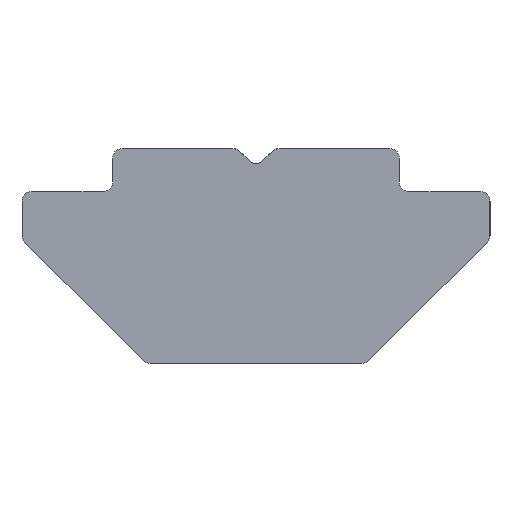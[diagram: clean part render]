
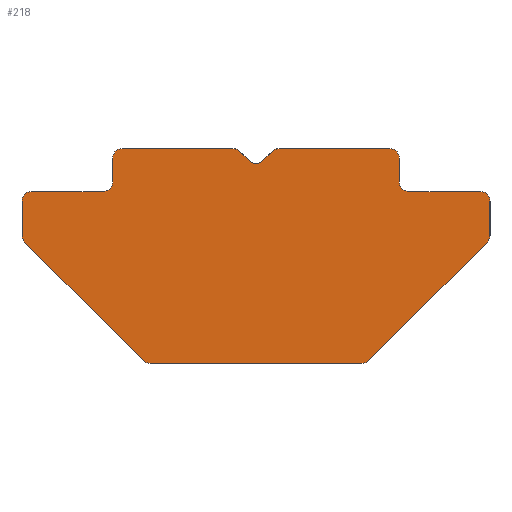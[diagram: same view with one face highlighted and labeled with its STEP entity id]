
A CAD part, left-side view. The second image highlights one B-rep face of the part: STEP entity #218.
In plain terms, the highlighted planar face has unit normal (-1, 0, 0).
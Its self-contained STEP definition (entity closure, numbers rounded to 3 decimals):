
#218=ADVANCED_FACE('',(#278),#279,.T.);
#278=FACE_OUTER_BOUND('',#348,.T.);
#279=PLANE('',#349);
#348=EDGE_LOOP('',(#565,#566,#567,#568,#569,#570,#571,#572,#573,#574,#575,#576,#577,#578,#579,#580,#581,#582,#583,#584,#585,#586,#587,#588,#589,#590));
#349=AXIS2_PLACEMENT_3D('',#591,#592,#593);
#565=ORIENTED_EDGE('',*,*,#732,.T.);
#566=ORIENTED_EDGE('',*,*,#747,.T.);
#567=ORIENTED_EDGE('',*,*,#725,.T.);
#568=ORIENTED_EDGE('',*,*,#680,.T.);
#569=ORIENTED_EDGE('',*,*,#713,.T.);
#570=ORIENTED_EDGE('',*,*,#748,.T.);
#571=ORIENTED_EDGE('',*,*,#749,.T.);
#572=ORIENTED_EDGE('',*,*,#745,.F.);
#573=ORIENTED_EDGE('',*,*,#719,.T.);
#574=ORIENTED_EDGE('',*,*,#666,.T.);
#575=ORIENTED_EDGE('',*,*,#750,.T.);
#576=ORIENTED_EDGE('',*,*,#751,.F.);
#577=ORIENTED_EDGE('',*,*,#752,.T.);
#578=ORIENTED_EDGE('',*,*,#672,.F.);
#579=ORIENTED_EDGE('',*,*,#717,.T.);
#580=ORIENTED_EDGE('',*,*,#710,.T.);
#581=ORIENTED_EDGE('',*,*,#729,.T.);
#582=ORIENTED_EDGE('',*,*,#706,.T.);
#583=ORIENTED_EDGE('',*,*,#714,.T.);
#584=ORIENTED_EDGE('',*,*,#753,.F.);
#585=ORIENTED_EDGE('',*,*,#754,.T.);
#586=ORIENTED_EDGE('',*,*,#755,.F.);
#587=ORIENTED_EDGE('',*,*,#756,.T.);
#588=ORIENTED_EDGE('',*,*,#674,.T.);
#589=ORIENTED_EDGE('',*,*,#723,.T.);
#590=ORIENTED_EDGE('',*,*,#702,.T.);
#591=CARTESIAN_POINT('',(-5.0,0.,-3.6));
#592=DIRECTION('',(-1.0,0.0,0.));
#593=DIRECTION('',(0.,-1.0,0.));
#666=EDGE_CURVE('',#763,#764,#765,.T.);
#672=EDGE_CURVE('',#774,#776,#777,.F.);
#674=EDGE_CURVE('',#779,#780,#781,.T.);
#680=EDGE_CURVE('',#792,#790,#793,.T.);
#702=EDGE_CURVE('',#833,#831,#834,.T.);
#706=EDGE_CURVE('',#841,#839,#842,.T.);
#710=EDGE_CURVE('',#849,#847,#850,.T.);
#713=EDGE_CURVE('',#790,#852,#854,.T.);
#714=EDGE_CURVE('',#839,#855,#856,.T.);
#717=EDGE_CURVE('',#774,#849,#860,.T.);
#719=EDGE_CURVE('',#862,#763,#863,.F.);
#723=EDGE_CURVE('',#780,#833,#868,.T.);
#725=EDGE_CURVE('',#870,#792,#871,.T.);
#729=EDGE_CURVE('',#847,#841,#876,.T.);
#732=EDGE_CURVE('',#831,#878,#880,.T.);
#745=EDGE_CURVE('',#862,#900,#901,.F.);
#747=EDGE_CURVE('',#878,#870,#903,.T.);
#748=EDGE_CURVE('',#852,#904,#905,.T.);
#749=EDGE_CURVE('',#904,#900,#906,.T.);
#750=EDGE_CURVE('',#764,#907,#908,.T.);
#751=EDGE_CURVE('',#909,#907,#910,.F.);
#752=EDGE_CURVE('',#909,#776,#911,.T.);
#753=EDGE_CURVE('',#912,#855,#913,.F.);
#754=EDGE_CURVE('',#912,#914,#915,.T.);
#755=EDGE_CURVE('',#916,#914,#917,.F.);
#756=EDGE_CURVE('',#916,#779,#918,.T.);
#763=VERTEX_POINT('',#925);
#764=VERTEX_POINT('',#926);
#765=CIRCLE('',#927,0.2);
#774=VERTEX_POINT('',#938);
#776=VERTEX_POINT('',#941);
#777=CIRCLE('',#942,0.2);
#779=VERTEX_POINT('',#945);
#780=VERTEX_POINT('',#946);
#781=CIRCLE('',#947,0.2);
#790=VERTEX_POINT('',#963);
#792=VERTEX_POINT('',#966);
#793=CIRCLE('',#967,0.2);
#831=VERTEX_POINT('',#1027);
#833=VERTEX_POINT('',#1030);
#834=CIRCLE('',#1031,0.2);
#839=VERTEX_POINT('',#1037);
#841=VERTEX_POINT('',#1040);
#842=CIRCLE('',#1041,0.2);
#847=VERTEX_POINT('',#1047);
#849=VERTEX_POINT('',#1050);
#850=CIRCLE('',#1051,0.2);
#852=VERTEX_POINT('',#1054);
#854=LINE('',#1057,#1058);
#855=VERTEX_POINT('',#1059);
#856=LINE('',#1060,#1061);
#860=LINE('',#1067,#1068);
#862=VERTEX_POINT('',#1071);
#863=LINE('',#1072,#1073);
#868=LINE('',#1081,#1082);
#870=VERTEX_POINT('',#1085);
#871=LINE('',#1086,#1087);
#876=LINE('',#1095,#1096);
#878=VERTEX_POINT('',#1099);
#880=LINE('',#1102,#1103);
#900=VERTEX_POINT('',#1130);
#901=CIRCLE('',#1131,0.2);
#903=CIRCLE('',#1134,0.2);
#904=VERTEX_POINT('',#1135);
#905=CIRCLE('',#1136,0.2);
#906=LINE('',#1137,#1138);
#907=VERTEX_POINT('',#1139);
#908=LINE('',#1140,#1141);
#909=VERTEX_POINT('',#1142);
#910=CIRCLE('',#1143,0.2);
#911=LINE('',#1144,#1145);
#912=VERTEX_POINT('',#1146);
#913=CIRCLE('',#1147,0.2);
#914=VERTEX_POINT('',#1148);
#915=LINE('',#1149,#1150);
#916=VERTEX_POINT('',#1151);
#917=CIRCLE('',#1152,0.2);
#918=LINE('',#1153,#1154);
#925=CARTESIAN_POINT('',(-5.0,3.0,0.2));
#926=CARTESIAN_POINT('',(-5.0,3.2,0.));
#927=AXIS2_PLACEMENT_3D('',#1167,#1168,#1169);
#938=CARTESIAN_POINT('',(-5.0,4.841,-1.059));
#941=CARTESIAN_POINT('',(-5.0,4.9,-0.917));
#942=AXIS2_PLACEMENT_3D('',#1179,#1180,#1181);
#945=CARTESIAN_POINT('',(-5.0,-3.2,0.));
#946=CARTESIAN_POINT('',(-5.0,-3.0,0.2));
#947=AXIS2_PLACEMENT_3D('',#1183,#1184,#1185);
#963=CARTESIAN_POINT('',(-5.0,0.141,0.641));
#966=CARTESIAN_POINT('',(-5.0,-0.141,0.641));
#967=AXIS2_PLACEMENT_3D('',#1192,#1193,#1194);
#1027=CARTESIAN_POINT('',(-5.0,-2.8,0.9));
#1030=CARTESIAN_POINT('',(-5.0,-3.0,0.7));
#1031=AXIS2_PLACEMENT_3D('',#1231,#1232,#1233);
#1037=CARTESIAN_POINT('',(-5.0,-2.359,-3.541));
#1040=CARTESIAN_POINT('',(-5.0,-2.217,-3.6));
#1041=AXIS2_PLACEMENT_3D('',#1239,#1240,#1241);
#1047=CARTESIAN_POINT('',(-5.0,2.217,-3.6));
#1050=CARTESIAN_POINT('',(-5.0,2.359,-3.541));
#1051=AXIS2_PLACEMENT_3D('',#1247,#1248,#1249);
#1054=CARTESIAN_POINT('',(-5.0,0.341,0.841));
#1057=CARTESIAN_POINT('',(-5.0,0.,0.5));
#1058=VECTOR('',#1252,1.0);
#1059=CARTESIAN_POINT('',(-5.0,-4.841,-1.059));
#1060=CARTESIAN_POINT('',(-5.0,-2.359,-3.541));
#1061=VECTOR('',#1253,1.0);
#1067=CARTESIAN_POINT('',(-5.0,4.841,-1.059));
#1068=VECTOR('',#1256,1.0);
#1071=CARTESIAN_POINT('',(-5.0,3.0,0.7));
#1072=CARTESIAN_POINT('',(-5.0,3.0,-3.6));
#1073=VECTOR('',#1258,1.0);
#1081=CARTESIAN_POINT('',(-5.0,-3.0,0.));
#1082=VECTOR('',#1262,1.0);
#1085=CARTESIAN_POINT('',(-5.0,-0.341,0.841));
#1086=CARTESIAN_POINT('',(-5.0,-0.4,0.9));
#1087=VECTOR('',#1264,1.0);
#1095=CARTESIAN_POINT('',(-5.0,2.3,-3.6));
#1096=VECTOR('',#1268,1.0);
#1099=CARTESIAN_POINT('',(-5.0,-0.483,0.9));
#1102=CARTESIAN_POINT('',(-5.0,-3.0,0.9));
#1103=VECTOR('',#1271,1.0);
#1130=CARTESIAN_POINT('',(-5.0,2.8,0.9));
#1131=AXIS2_PLACEMENT_3D('',#1294,#1295,#1296);
#1134=AXIS2_PLACEMENT_3D('',#1298,#1299,#1300);
#1135=CARTESIAN_POINT('',(-5.0,0.483,0.9));
#1136=AXIS2_PLACEMENT_3D('',#1301,#1302,#1303);
#1137=CARTESIAN_POINT('',(-5.0,0.4,0.9));
#1138=VECTOR('',#1304,1.0);
#1139=CARTESIAN_POINT('',(-5.0,4.7,0.));
#1140=CARTESIAN_POINT('',(-5.0,4.9,0.));
#1141=VECTOR('',#1305,1.0);
#1142=CARTESIAN_POINT('',(-5.0,4.9,-0.2));
#1143=AXIS2_PLACEMENT_3D('',#1306,#1307,#1308);
#1144=CARTESIAN_POINT('',(-5.0,4.9,-1.0));
#1145=VECTOR('',#1309,1.0);
#1146=CARTESIAN_POINT('',(-5.0,-4.9,-0.917));
#1147=AXIS2_PLACEMENT_3D('',#1310,#1311,#1312);
#1148=CARTESIAN_POINT('',(-5.0,-4.9,-0.2));
#1149=CARTESIAN_POINT('',(-5.0,-4.9,-1.0));
#1150=VECTOR('',#1313,1.0);
#1151=CARTESIAN_POINT('',(-5.0,-4.7,0.));
#1152=AXIS2_PLACEMENT_3D('',#1314,#1315,#1316);
#1153=CARTESIAN_POINT('',(-5.0,-4.9,0.));
#1154=VECTOR('',#1317,1.0);
#1167=CARTESIAN_POINT('',(-5.0,3.2,0.2));
#1168=DIRECTION('',(1.0,0.0,0.));
#1169=DIRECTION('',(0.,1.0,0.));
#1179=CARTESIAN_POINT('',(-5.0,4.7,-0.917));
#1180=DIRECTION('',(-1.0,0.0,0.));
#1181=DIRECTION('',(0.,-1.0,0.));
#1183=CARTESIAN_POINT('',(-5.0,-3.2,0.2));
#1184=DIRECTION('',(1.0,0.0,0.));
#1185=DIRECTION('',(0.,1.0,0.));
#1192=CARTESIAN_POINT('',(-5.0,0.,0.783));
#1193=DIRECTION('',(1.0,0.0,0.));
#1194=DIRECTION('',(0.,1.0,0.));
#1231=CARTESIAN_POINT('',(-5.0,-2.8,0.7));
#1232=DIRECTION('',(-1.0,0.0,0.));
#1233=DIRECTION('',(0.,-1.0,0.));
#1239=CARTESIAN_POINT('',(-5.0,-2.217,-3.4));
#1240=DIRECTION('',(-1.0,0.0,0.));
#1241=DIRECTION('',(0.,-1.0,0.));
#1247=CARTESIAN_POINT('',(-5.0,2.217,-3.4));
#1248=DIRECTION('',(-1.0,0.0,0.));
#1249=DIRECTION('',(0.,-1.0,0.));
#1252=DIRECTION('',(0.,0.707,0.707));
#1253=DIRECTION('',(0.,-0.707,0.707));
#1256=DIRECTION('',(0.,-0.707,-0.707));
#1258=DIRECTION('',(0.,0.,1.0));
#1262=DIRECTION('',(0.,0.,1.0));
#1264=DIRECTION('',(0.,0.707,-0.707));
#1268=DIRECTION('',(0.,-1.0,0.));
#1271=DIRECTION('',(0.,1.0,0.));
#1294=CARTESIAN_POINT('',(-5.0,2.8,0.7));
#1295=DIRECTION('',(-1.0,0.0,0.));
#1296=DIRECTION('',(0.,-1.0,0.));
#1298=CARTESIAN_POINT('',(-5.0,-0.483,0.7));
#1299=DIRECTION('',(-1.0,0.0,0.));
#1300=DIRECTION('',(0.,-1.0,0.));
#1301=CARTESIAN_POINT('',(-5.0,0.483,0.7));
#1302=DIRECTION('',(-1.0,0.0,0.));
#1303=DIRECTION('',(0.,-1.0,0.));
#1304=DIRECTION('',(0.,1.0,0.));
#1305=DIRECTION('',(0.,1.0,0.));
#1306=CARTESIAN_POINT('',(-5.0,4.7,-0.2));
#1307=DIRECTION('',(-1.0,0.0,0.));
#1308=DIRECTION('',(0.,-1.0,0.));
#1309=DIRECTION('',(0.,0.,-1.0));
#1310=CARTESIAN_POINT('',(-5.0,-4.7,-0.917));
#1311=DIRECTION('',(-1.0,0.0,0.));
#1312=DIRECTION('',(0.,-1.0,0.));
#1313=DIRECTION('',(0.,0.,1.0));
#1314=CARTESIAN_POINT('',(-5.0,-4.7,-0.2));
#1315=DIRECTION('',(-1.0,0.0,0.));
#1316=DIRECTION('',(0.,-1.0,0.));
#1317=DIRECTION('',(0.,1.0,0.));
